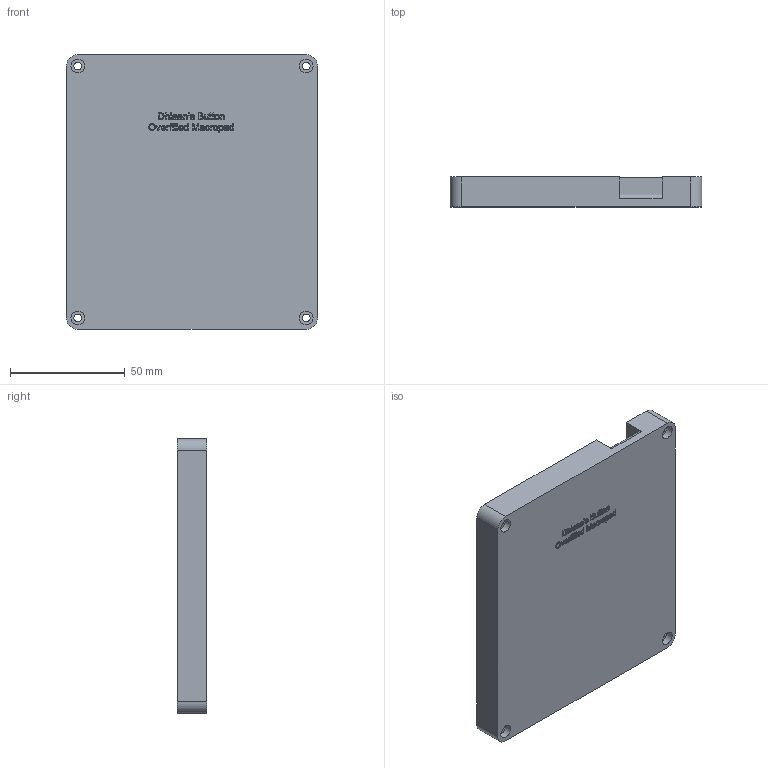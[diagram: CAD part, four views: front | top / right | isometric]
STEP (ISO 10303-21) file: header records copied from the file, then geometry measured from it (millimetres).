
FILE_DESCRIPTION(/* description */ (''),/* implementation_level */ '2;1');
FILE_NAME(/* name */ '47ca4aac-e76f-4efd-83f1-26692a05b7a4.stp',/* time_stamp */ '2025-06-21T19:39:20Z',/* author */ (''),/* organization */ (''),/* preprocessor_version */ 'ST-DEVELOPER v20.1',/* originating_system */ 'Autodesk Translation Framework v14.10.0.0',/* authorisation */ '');
FILE_SCHEMA (('AUTOMOTIVE_DESIGN { 1 0 10303 214 3 1 1 }'));
Length unit declared in the file: millimetre
Products named in the file (1): Hackpad Base
Bounding box: 109.66 x 13 x 119.91 mm (x, y, z)
Volume: 77120.5 mm3; surface area: 36454 mm2
Topology: 1 solids, 1 shells, 707 faces, 1959 edges, 1306 vertices
Faces by surface type: bspline 441, plane 253, cylinder 13
Full cylindrical faces by diameter (mm): 3.4 x4, 6 x4
Entity records: 26578 total; most frequent: CARTESIAN_POINT 11470, ORIENTED_EDGE 3918, EDGE_CURVE 1959, DIRECTION 1637, VERTEX_POINT 1306, LINE 1051, VECTOR 1051, B_SPLINE_CURVE_WITH_KNOTS 882
